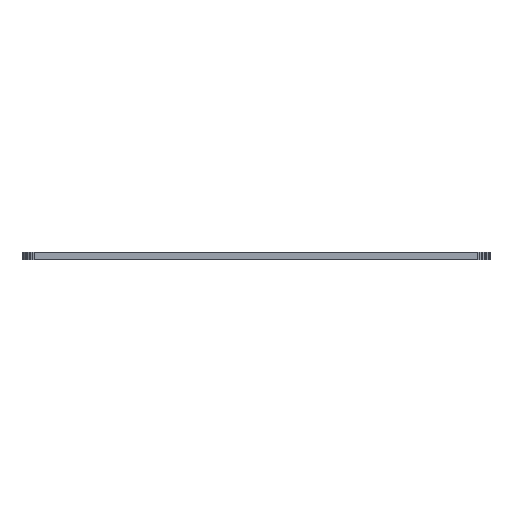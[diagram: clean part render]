
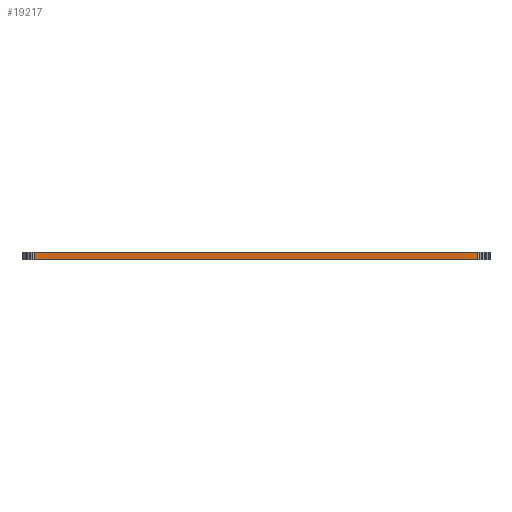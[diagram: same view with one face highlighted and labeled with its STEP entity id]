
A CAD part, left-side view. The second image highlights one B-rep face of the part: STEP entity #19217.
In plain terms, the highlighted planar face has unit normal (-1, 0, 0).
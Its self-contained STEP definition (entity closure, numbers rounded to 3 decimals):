
#113 = PLANE('',#114);
#114 = AXIS2_PLACEMENT_3D('',#115,#116,#117);
#115 = CARTESIAN_POINT('',(114.3,-28.575,1.18));
#116 = DIRECTION('',(-0.,-0.,-1.));
#117 = DIRECTION('',(-1.,0.,0.));
#167 = PLANE('',#168);
#168 = AXIS2_PLACEMENT_3D('',#169,#170,#171);
#169 = CARTESIAN_POINT('',(114.3,-28.575,0.));
#170 = DIRECTION('',(-0.,-0.,-1.));
#171 = DIRECTION('',(-1.,0.,0.));
#1200 = VERTEX_POINT('',#1201);
#1201 = CARTESIAN_POINT('',(-14.288,-64.675,0.));
#1215 = PLANE('',#1216);
#1216 = AXIS2_PLACEMENT_3D('',#1217,#1218,#1219);
#1217 = CARTESIAN_POINT('',(-14.267,-64.96,0.));
#1218 = DIRECTION('',(-0.997,-0.071,0.));
#1219 = DIRECTION('',(-0.071,0.997,0.));
#1227 = EDGE_CURVE('',#1200,#1228,#1230,.T.);
#1228 = VERTEX_POINT('',#1229);
#1229 = CARTESIAN_POINT('',(-14.287,7.525,0.));
#1230 = SURFACE_CURVE('',#1231,(#1235,#1242),.PCURVE_S1.);
#1231 = LINE('',#1232,#1233);
#1232 = CARTESIAN_POINT('',(-14.288,-64.675,0.));
#1233 = VECTOR('',#1234,1.);
#1234 = DIRECTION('',(0.,1.,0.));
#1235 = PCURVE('',#167,#1236);
#1236 = DEFINITIONAL_REPRESENTATION('',(#1237),#1241);
#1237 = LINE('',#1238,#1239);
#1238 = CARTESIAN_POINT('',(128.588,-36.1));
#1239 = VECTOR('',#1240,1.);
#1240 = DIRECTION('',(0.,1.));
#1241 = ( GEOMETRIC_REPRESENTATION_CONTEXT(2) 
PARAMETRIC_REPRESENTATION_CONTEXT() REPRESENTATION_CONTEXT('2D SPACE',''
  ) );
#1242 = PCURVE('',#1243,#1248);
#1243 = PLANE('',#1244);
#1244 = AXIS2_PLACEMENT_3D('',#1245,#1246,#1247);
#1245 = CARTESIAN_POINT('',(-14.288,-64.675,0.));
#1246 = DIRECTION('',(-1.,0.,0.));
#1247 = DIRECTION('',(0.,1.,0.));
#1248 = DEFINITIONAL_REPRESENTATION('',(#1249),#1253);
#1249 = LINE('',#1250,#1251);
#1250 = CARTESIAN_POINT('',(0.,0.));
#1251 = VECTOR('',#1252,1.);
#1252 = DIRECTION('',(1.,0.));
#1253 = ( GEOMETRIC_REPRESENTATION_CONTEXT(2) 
PARAMETRIC_REPRESENTATION_CONTEXT() REPRESENTATION_CONTEXT('2D SPACE',''
  ) );
#1271 = PLANE('',#1272);
#1272 = AXIS2_PLACEMENT_3D('',#1273,#1274,#1275);
#1273 = CARTESIAN_POINT('',(-14.287,7.525,0.));
#1274 = DIRECTION('',(-0.997,0.071,0.));
#1275 = DIRECTION('',(0.071,0.997,0.));
#11032 = VERTEX_POINT('',#11033);
#11033 = CARTESIAN_POINT('',(-14.288,-64.675,1.18));
#11054 = EDGE_CURVE('',#11032,#11055,#11057,.T.);
#11055 = VERTEX_POINT('',#11056);
#11056 = CARTESIAN_POINT('',(-14.287,7.525,1.18));
#11057 = SURFACE_CURVE('',#11058,(#11062,#11069),.PCURVE_S1.);
#11058 = LINE('',#11059,#11060);
#11059 = CARTESIAN_POINT('',(-14.288,-64.675,1.18));
#11060 = VECTOR('',#11061,1.);
#11061 = DIRECTION('',(0.,1.,0.));
#11062 = PCURVE('',#113,#11063);
#11063 = DEFINITIONAL_REPRESENTATION('',(#11064),#11068);
#11064 = LINE('',#11065,#11066);
#11065 = CARTESIAN_POINT('',(128.588,-36.1));
#11066 = VECTOR('',#11067,1.);
#11067 = DIRECTION('',(0.,1.));
#11068 = ( GEOMETRIC_REPRESENTATION_CONTEXT(2) 
PARAMETRIC_REPRESENTATION_CONTEXT() REPRESENTATION_CONTEXT('2D SPACE',''
  ) );
#11069 = PCURVE('',#1243,#11070);
#11070 = DEFINITIONAL_REPRESENTATION('',(#11071),#11075);
#11071 = LINE('',#11072,#11073);
#11072 = CARTESIAN_POINT('',(0.,-1.18));
#11073 = VECTOR('',#11074,1.);
#11074 = DIRECTION('',(1.,0.));
#11075 = ( GEOMETRIC_REPRESENTATION_CONTEXT(2) 
PARAMETRIC_REPRESENTATION_CONTEXT() REPRESENTATION_CONTEXT('2D SPACE',''
  ) );
#19167 = EDGE_CURVE('',#1228,#11055,#19168,.T.);
#19168 = SURFACE_CURVE('',#19169,(#19173,#19180),.PCURVE_S1.);
#19169 = LINE('',#19170,#19171);
#19170 = CARTESIAN_POINT('',(-14.287,7.525,0.));
#19171 = VECTOR('',#19172,1.);
#19172 = DIRECTION('',(0.,0.,1.));
#19173 = PCURVE('',#1271,#19174);
#19174 = DEFINITIONAL_REPRESENTATION('',(#19175),#19179);
#19175 = LINE('',#19176,#19177);
#19176 = CARTESIAN_POINT('',(0.,0.));
#19177 = VECTOR('',#19178,1.);
#19178 = DIRECTION('',(0.,-1.));
#19179 = ( GEOMETRIC_REPRESENTATION_CONTEXT(2) 
PARAMETRIC_REPRESENTATION_CONTEXT() REPRESENTATION_CONTEXT('2D SPACE',''
  ) );
#19180 = PCURVE('',#1243,#19181);
#19181 = DEFINITIONAL_REPRESENTATION('',(#19182),#19186);
#19182 = LINE('',#19183,#19184);
#19183 = CARTESIAN_POINT('',(72.2,0.));
#19184 = VECTOR('',#19185,1.);
#19185 = DIRECTION('',(0.,-1.));
#19186 = ( GEOMETRIC_REPRESENTATION_CONTEXT(2) 
PARAMETRIC_REPRESENTATION_CONTEXT() REPRESENTATION_CONTEXT('2D SPACE',''
  ) );
#19217 = ADVANCED_FACE('',(#19218),#1243,.T.);
#19218 = FACE_BOUND('',#19219,.T.);
#19219 = EDGE_LOOP('',(#19220,#19241,#19242,#19243));
#19220 = ORIENTED_EDGE('',*,*,#19221,.T.);
#19221 = EDGE_CURVE('',#1200,#11032,#19222,.T.);
#19222 = SURFACE_CURVE('',#19223,(#19227,#19234),.PCURVE_S1.);
#19223 = LINE('',#19224,#19225);
#19224 = CARTESIAN_POINT('',(-14.288,-64.675,0.));
#19225 = VECTOR('',#19226,1.);
#19226 = DIRECTION('',(0.,0.,1.));
#19227 = PCURVE('',#1243,#19228);
#19228 = DEFINITIONAL_REPRESENTATION('',(#19229),#19233);
#19229 = LINE('',#19230,#19231);
#19230 = CARTESIAN_POINT('',(0.,0.));
#19231 = VECTOR('',#19232,1.);
#19232 = DIRECTION('',(0.,-1.));
#19233 = ( GEOMETRIC_REPRESENTATION_CONTEXT(2) 
PARAMETRIC_REPRESENTATION_CONTEXT() REPRESENTATION_CONTEXT('2D SPACE',''
  ) );
#19234 = PCURVE('',#1215,#19235);
#19235 = DEFINITIONAL_REPRESENTATION('',(#19236),#19240);
#19236 = LINE('',#19237,#19238);
#19237 = CARTESIAN_POINT('',(0.285,0.));
#19238 = VECTOR('',#19239,1.);
#19239 = DIRECTION('',(0.,-1.));
#19240 = ( GEOMETRIC_REPRESENTATION_CONTEXT(2) 
PARAMETRIC_REPRESENTATION_CONTEXT() REPRESENTATION_CONTEXT('2D SPACE',''
  ) );
#19241 = ORIENTED_EDGE('',*,*,#11054,.T.);
#19242 = ORIENTED_EDGE('',*,*,#19167,.F.);
#19243 = ORIENTED_EDGE('',*,*,#1227,.F.);
